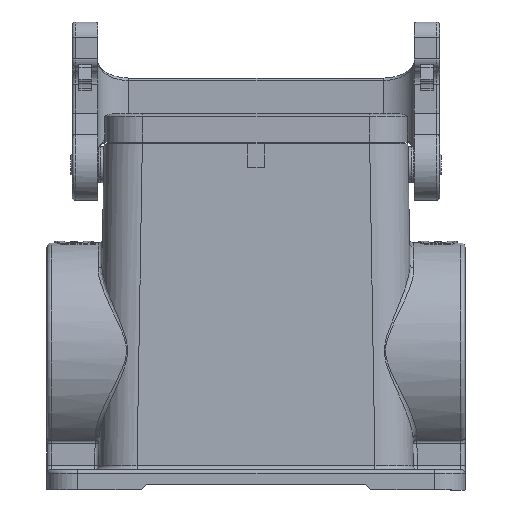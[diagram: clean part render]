
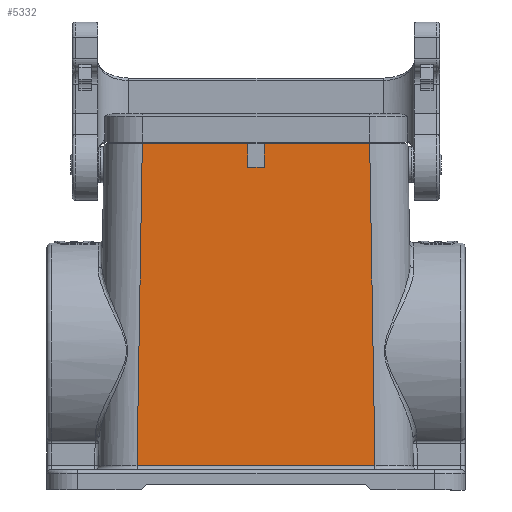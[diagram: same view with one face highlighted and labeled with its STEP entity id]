
A CAD part, front view. The second image highlights one B-rep face of the part: STEP entity #5332.
In plain terms, the highlighted planar face has unit normal (0, -1, 0.009).
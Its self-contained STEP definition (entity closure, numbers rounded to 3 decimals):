
#5332=ADVANCED_FACE('',(#6608),#6031,.T.);
#6031=PLANE('',#23001);
#6608=FACE_OUTER_BOUND('',#7456,.T.);
#7456=EDGE_LOOP('',(#10318,#10319,#10320,#10321,#10322,#10323,#10324,#10325));
#10318=ORIENTED_EDGE('',*,*,#14838,.F.);
#10319=ORIENTED_EDGE('',*,*,#14767,.F.);
#10320=ORIENTED_EDGE('',*,*,#14839,.T.);
#10321=ORIENTED_EDGE('',*,*,#14840,.T.);
#10322=ORIENTED_EDGE('',*,*,#14841,.T.);
#10323=ORIENTED_EDGE('',*,*,#14771,.F.);
#10324=ORIENTED_EDGE('',*,*,#14842,.F.);
#10325=ORIENTED_EDGE('',*,*,#14843,.F.);
#13015=VERTEX_POINT('',#35717);
#13016=VERTEX_POINT('',#35718);
#13019=VERTEX_POINT('',#35724);
#13020=VERTEX_POINT('',#35726);
#13081=VERTEX_POINT('',#35948);
#13082=VERTEX_POINT('',#35950);
#13083=VERTEX_POINT('',#35952);
#13084=VERTEX_POINT('',#35955);
#14767=EDGE_CURVE('',#13015,#13016,#18622,.T.);
#14771=EDGE_CURVE('',#13019,#13020,#18626,.T.);
#14838=EDGE_CURVE('',#13016,#13081,#18664,.T.);
#14839=EDGE_CURVE('',#13015,#13082,#18665,.T.);
#14840=EDGE_CURVE('',#13082,#13083,#18666,.T.);
#14841=EDGE_CURVE('',#13083,#13020,#18667,.T.);
#14842=EDGE_CURVE('',#13084,#13019,#18668,.T.);
#14843=EDGE_CURVE('',#13081,#13084,#18669,.T.);
#18622=LINE('',#35716,#19957);
#18626=LINE('',#35725,#19961);
#18664=LINE('',#35947,#19999);
#18665=LINE('',#35949,#20000);
#18666=LINE('',#35951,#20001);
#18667=LINE('',#35953,#20002);
#18668=LINE('',#35954,#20003);
#18669=LINE('',#35956,#20004);
#19957=VECTOR('',#26081,1.);
#19961=VECTOR('',#26085,1.);
#19999=VECTOR('',#26193,1.);
#20000=VECTOR('',#26194,1.);
#20001=VECTOR('',#26195,1.);
#20002=VECTOR('',#26196,1.);
#20003=VECTOR('',#26197,1.);
#20004=VECTOR('',#26198,1.);
#23001=AXIS2_PLACEMENT_3D('',#35957,#26199,#26200);
#26081=DIRECTION('',(1.,0.,0.));
#26085=DIRECTION('',(1.,0.,0.));
#26193=DIRECTION('',(0.,-0.009,-1.));
#26194=DIRECTION('',(-0.016,-0.009,-1.));
#26195=DIRECTION('',(1.,0.,0.));
#26196=DIRECTION('',(-0.016,0.009,1.));
#26197=DIRECTION('',(0.,0.009,1.));
#26198=DIRECTION('',(1.,0.,0.));
#26199=DIRECTION('',(0.,-1.,0.009));
#26200=DIRECTION('',(1.,0.,0.));
#35716=CARTESIAN_POINT('',(29.8,-21.5,5.7));
#35717=CARTESIAN_POINT('',(-22.3,-21.5,5.7));
#35718=CARTESIAN_POINT('',(-1.6,-21.5,5.7));
#35724=CARTESIAN_POINT('',(1.6,-21.5,5.7));
#35725=CARTESIAN_POINT('',(29.8,-21.5,5.7));
#35726=CARTESIAN_POINT('',(22.3,-21.5,5.7));
#35947=CARTESIAN_POINT('',(-1.6,-21.5,5.711));
#35948=CARTESIAN_POINT('',(-1.6,-21.542,1.012));
#35949=CARTESIAN_POINT('',(-23.352,-22.076,-58.373));
#35950=CARTESIAN_POINT('',(-23.337,-22.068,-57.457));
#35951=CARTESIAN_POINT('',(0.,-22.068,-57.457));
#35952=CARTESIAN_POINT('',(23.337,-22.068,-57.457));
#35953=CARTESIAN_POINT('',(22.302,-21.501,5.577));
#35954=CARTESIAN_POINT('',(1.6,-21.542,1.012));
#35955=CARTESIAN_POINT('',(1.6,-21.542,1.012));
#35956=CARTESIAN_POINT('',(-1.6,-21.542,1.012));
#35957=CARTESIAN_POINT('',(0.,-22.075,-58.25));
